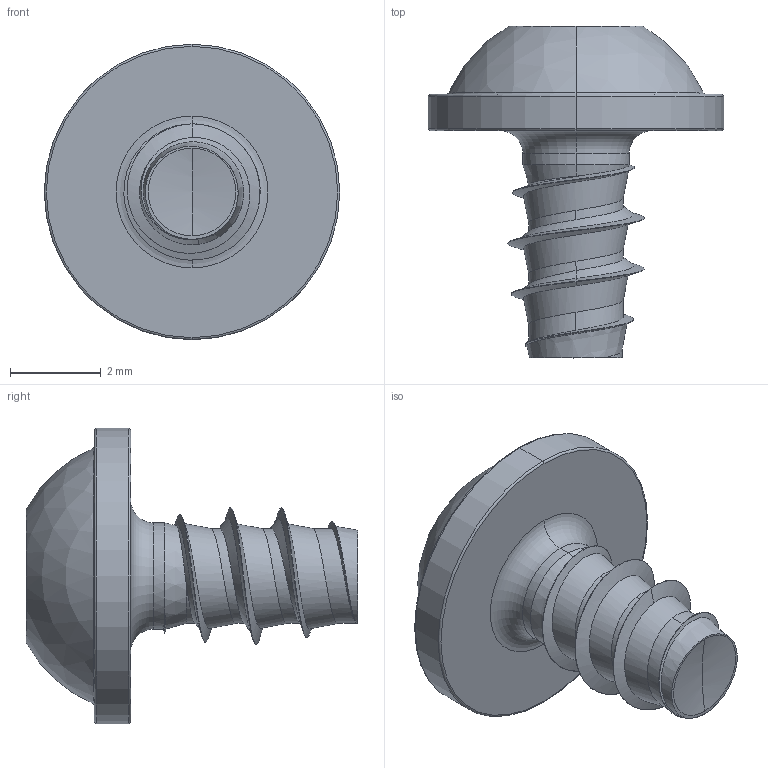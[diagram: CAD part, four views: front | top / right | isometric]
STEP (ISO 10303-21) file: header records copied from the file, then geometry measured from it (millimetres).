
FILE_DESCRIPTION (( 'STEP AP203' ), '1' );
FILE_NAME ('STP380300050.STEP', '2017-08-15T17:34:04', ( '' ), ( '' ), 'SwSTEP 2.0', 'SolidWorks 2015', '' );
FILE_SCHEMA (( 'CONFIG_CONTROL_DESIGN' ));
Length unit declared in the file: millimetre
Products named in the file (1): STP380300050
Bounding box: 6.5 x 7.3 x 6.5 mm (x, y, z)
Volume: 65.4 mm3; surface area: 150.5 mm2
Topology: 1 solids, 1 shells, 94 faces, 225 edges, 134 vertices
Faces by surface type: bspline 35, cylinder 33, cone 11, torus 8, sphere 4, plane 3
Entity records: 9990 total; most frequent: CARTESIAN_POINT 8050, ORIENTED_EDGE 446, DIRECTION 306, EDGE_CURVE 223, VERTEX_POINT 134, AXIS2_PLACEMENT_3D 129, B_SPLINE_CURVE_WITH_KNOTS 99, EDGE_LOOP 97
